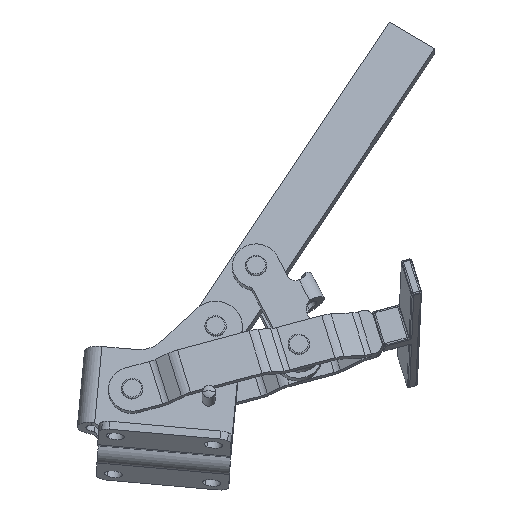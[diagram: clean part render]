
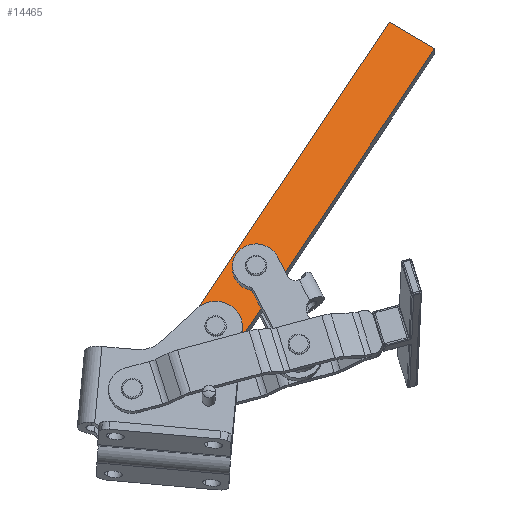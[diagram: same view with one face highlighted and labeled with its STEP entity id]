
A CAD part, front view. The second image highlights one B-rep face of the part: STEP entity #14465.
In plain terms, the highlighted planar face has unit normal (0.016, -0.935, 0.354).
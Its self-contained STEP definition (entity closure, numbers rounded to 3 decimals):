
#3595=CARTESIAN_POINT('',(-31.987,-19.973,144.535));
#3596=VERTEX_POINT('',#3595);
#3612=CARTESIAN_POINT('',(-24.034,-21.975,138.901));
#3613=VERTEX_POINT('',#3612);
#3620=CARTESIAN_POINT('',(-33.905,-23.841,134.418));
#3621=DIRECTION('',(-0.016,0.935,-0.355));
#3622=DIRECTION('',(-0.174,-0.352,-0.92));
#3623=AXIS2_PLACEMENT_3D('',#3620,#3621,#3622);
#3624=CIRCLE('',#3623,11.);
#3625=EDGE_CURVE('',#3596,#3613,#3624,.T.);
#13439=CARTESIAN_POINT('',(-61.625,-31.875,114.461));
#13440=VERTEX_POINT('',#13439);
#13447=CARTESIAN_POINT('',(-62.643,-32.251,113.516));
#13448=VERTEX_POINT('',#13447);
#13449=CARTESIAN_POINT('',(-62.643,-32.251,113.516));
#13450=DIRECTION('',(0.707,0.261,0.657));
#13451=VECTOR('',#13450,1.439);
#13452=LINE('',#13449,#13451);
#13453=EDGE_CURVE('',#13448,#13440,#13452,.T.);
#13511=CARTESIAN_POINT('',(-40.342,-35.086,105.049));
#13512=VERTEX_POINT('',#13511);
#13513=CARTESIAN_POINT('',(-52.792,-34.881,106.143));
#13514=DIRECTION('',(-0.016,0.935,-0.355));
#13515=DIRECTION('',(0.996,-0.016,-0.088));
#13516=AXIS2_PLACEMENT_3D('',#13513,#13514,#13515);
#13517=CIRCLE('',#13516,12.5);
#13518=EDGE_CURVE('',#13440,#13512,#13517,.T.);
#13626=CARTESIAN_POINT('',(-40.603,-36.144,102.269));
#13627=VERTEX_POINT('',#13626);
#13991=CARTESIAN_POINT('',(-40.603,-36.144,102.269));
#13992=DIRECTION('',(0.088,0.354,0.931));
#13993=VECTOR('',#13992,2.986);
#13994=LINE('',#13991,#13993);
#13995=EDGE_CURVE('',#13627,#13512,#13994,.T.);
#14401=CARTESIAN_POINT('',(-8.943,-9.252,171.785));
#14402=DIRECTION('',(-0.016,0.935,-0.355));
#14403=DIRECTION('',(-0.528,-0.309,-0.791));
#14404=AXIS2_PLACEMENT_3D('',#14401,#14402,#14403);
#14405=PLANE('',#14404);
#14406=CARTESIAN_POINT('',(-20.561,-24.43,132.274));
#14407=VERTEX_POINT('',#14406);
#14408=CARTESIAN_POINT('',(-24.034,-21.975,138.901));
#14409=DIRECTION('',(0.441,-0.312,-0.842));
#14410=VECTOR('',#14409,7.874);
#14411=LINE('',#14408,#14410);
#14412=EDGE_CURVE('',#3613,#14407,#14411,.T.);
#14413=ORIENTED_EDGE('',*,*,#14412,.T.);
#14414=CARTESIAN_POINT('',(49.483,16.509,237.129));
#14415=VERTEX_POINT('',#14414);
#14416=CARTESIAN_POINT('',(-20.561,-24.43,132.274));
#14417=DIRECTION('',(0.528,0.309,0.791));
#14418=VECTOR('',#14417,132.577);
#14419=LINE('',#14416,#14418);
#14420=EDGE_CURVE('',#14407,#14415,#14419,.T.);
#14421=ORIENTED_EDGE('',*,*,#14420,.T.);
#14422=CARTESIAN_POINT('',(28.26,20.88,249.599));
#14423=VERTEX_POINT('',#14422);
#14424=CARTESIAN_POINT('',(49.483,16.509,237.129));
#14425=DIRECTION('',(-0.849,0.175,0.499));
#14426=VECTOR('',#14425,25.);
#14427=LINE('',#14424,#14426);
#14428=EDGE_CURVE('',#14415,#14423,#14427,.T.);
#14429=ORIENTED_EDGE('',*,*,#14428,.T.);
#14430=CARTESIAN_POINT('',(28.26,20.88,249.599));
#14431=DIRECTION('',(-0.528,-0.309,-0.791));
#14432=VECTOR('',#14431,172.061);
#14433=LINE('',#14430,#14432);
#14434=EDGE_CURVE('',#14423,#13448,#14433,.T.);
#14435=ORIENTED_EDGE('',*,*,#14434,.T.);
#14436=ORIENTED_EDGE('',*,*,#13453,.T.);
#14437=ORIENTED_EDGE('',*,*,#13518,.T.);
#14438=ORIENTED_EDGE('',*,*,#13995,.F.);
#14439=CARTESIAN_POINT('',(-31.454,-30.796,115.967));
#14440=VERTEX_POINT('',#14439);
#14441=CARTESIAN_POINT('',(-40.603,-36.144,102.269));
#14442=DIRECTION('',(0.528,0.309,0.791));
#14443=VECTOR('',#14442,17.319);
#14444=LINE('',#14441,#14443);
#14445=EDGE_CURVE('',#13627,#14440,#14444,.T.);
#14446=ORIENTED_EDGE('',*,*,#14445,.T.);
#14447=CARTESIAN_POINT('',(-35.822,-27.71,124.3));
#14448=VERTEX_POINT('',#14447);
#14449=CARTESIAN_POINT('',(-31.454,-30.796,115.967));
#14450=DIRECTION('',(-0.441,0.312,0.842));
#14451=VECTOR('',#14450,9.902);
#14452=LINE('',#14449,#14451);
#14453=EDGE_CURVE('',#14440,#14448,#14452,.T.);
#14454=ORIENTED_EDGE('',*,*,#14453,.T.);
#14455=CARTESIAN_POINT('',(-33.905,-23.841,134.418));
#14456=DIRECTION('',(-0.016,0.935,-0.355));
#14457=DIRECTION('',(-0.174,-0.352,-0.92));
#14458=AXIS2_PLACEMENT_3D('',#14455,#14456,#14457);
#14459=CIRCLE('',#14458,11.);
#14460=EDGE_CURVE('',#14448,#3596,#14459,.T.);
#14461=ORIENTED_EDGE('',*,*,#14460,.T.);
#14462=ORIENTED_EDGE('',*,*,#3625,.T.);
#14463=EDGE_LOOP('',(#14413,#14421,#14429,#14435,#14436,#14437,#14438,#14446,#14454,#14461,#14462));
#14464=FACE_OUTER_BOUND('',#14463,.T.);
#14465=ADVANCED_FACE('',(#14464),#14405,.F.);
